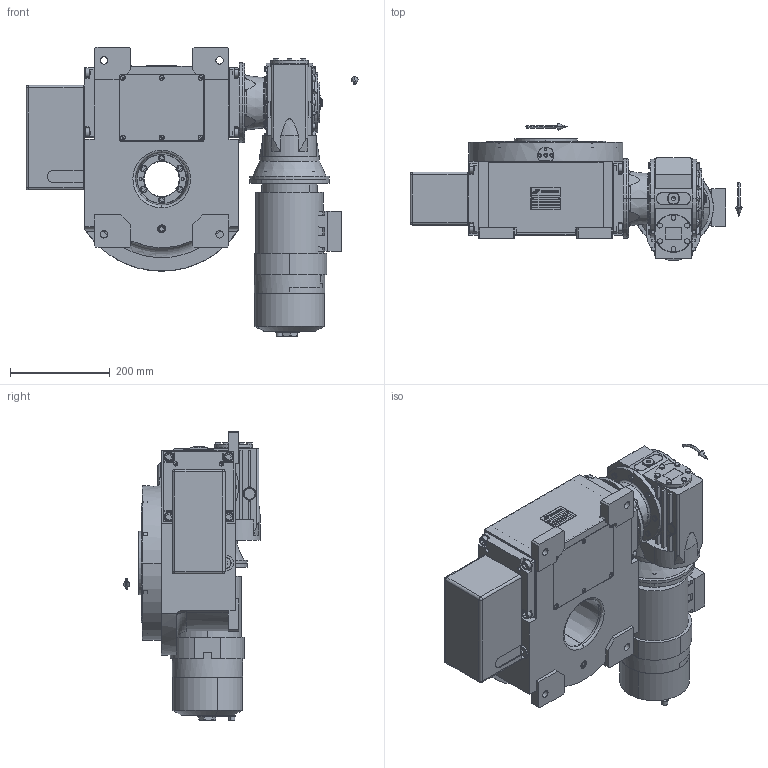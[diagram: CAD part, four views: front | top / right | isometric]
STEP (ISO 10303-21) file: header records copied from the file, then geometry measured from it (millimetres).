
FILE_DESCRIPTION (( 'STEP AP203' ), '1' );
FILE_NAME ('PC5105084.step', '2026-02-11T06:33:44', ( '' ), ( '' ), 'SwSTEP 2.0', 'SolidWorks 2020', '' );
FILE_SCHEMA (( 'CONFIG_CONTROL_DESIGN' ));
Length unit declared in the file: millimetre
Products named in the file (90): cfn2000_01_099; cfn2151_01_167; cfn2155_01_095; cfn2276_01_056; cfn2000_01_126; cfn2003_01_054; AS_rig09_004; CFN2000_01_185.stp; cfn2155_01_196; AS_900_38_30_003; rig09_071_6_m.stp; rig09_004; 900_38_30_003; cfn2107_01_001; CFN2010_01_020.stp; cfn2000_01_081; CFN2223_02_003.stp; AS_3_04_130_00; RIG09_005_AF0.stp; AS_rig09_016; rig09_003_6; AS_rig09_017; PC5105084; cfn2151_01_115; cfn2205_01_015; cfn2115_02_057; CFN2356_03_053.stp; AS_rig09_002_bl; cfn2000_01_151; cfn2151_01_170; CFN2223_02_004.stp; rig09_007_master; BA71B5; rig09_002_bl; cfn2070_05_009; AS_cfn2476_01_002_60x46; freccia_angolare; RIG09_005_ASM.stp; AS_rig09_071_6_m; 3_04_130_00 ...
Assembly tree (78 placements, depth 5):
  cfn2151_01_167
  cfn2276_01_056
  CFN2010_01_020.stp
  CFN2223_02_003.stp
  PC5105084
    rig09_001_a
    AS_cfn2476_01_002_60x46
      cfn2476_01_002_60x46
      cfn2107_01_001
      cfn2107_01_001
    AS_rig09_071_6_m
      rig09_071_6_m.stp
        RIG09_005_ASM.stp
          RIG09_005_AF0.stp
          RIG09_021_AF0.stp
          CFN2000_01_185.stp
          CFN2000_01_185.stp
          CFN2104_02_018.stp
        CFN2155_01_195.stp
        CFN2010_02_002.stp
      cfn2000_01_099
      cfn2000_01_099
      cfn2000_01_099
      cfn2000_01_099
      cfn2000_01_099
      cfn2000_01_099
      cfn2000_01_099
      cfn2000_01_099
      cfn2104_01_018  x2
      rig09_003_6
    AS_rig09_017
      rig09_017
      cfn2000_01_126
      cfn2000_01_126
      cfn2000_01_126
      cfn2000_01_126
      cfn2000_01_126
      cfn2000_01_126
      cfn2155_01_196
    AS_rig09_004
      rig09_004
      cfn2000_01_081
      cfn2155_01_095
      cfn2070_05_009
      cfn2000_01_081
      cfn2000_01_081
      cfn2000_01_081
    AS_rig09_004
      rig09_004
      cfn2000_01_081
      cfn2155_01_095
      cfn2070_05_009
      cfn2000_01_081
      cfn2000_01_081
      cfn2000_01_081
    AS_rig09_002_bl
      rig09_002_bl
      cfn2115_01_006
    cfn2128_04_002  x3
    cfn2128_19_002
Bounding box: 666.5 x 275 x 582.17 mm (x, y, z)
Volume: 16321376.7 mm3; surface area: 1916862.5 mm2
Topology: 68 solids, 74 shells, 3310 faces, 8216 edges, 5234 vertices
Faces by surface type: plane 1623, cylinder 980, cone 525, torus 172, sphere 8, bspline 2
Entity records: 117890 total; most frequent: CARTESIAN_POINT 30538, DIRECTION 16460, ORIENTED_EDGE 16058, EDGE_CURVE 8029, AXIS2_PLACEMENT_3D 5980, VERTEX_POINT 5172, VECTOR 4500, LINE 4500
